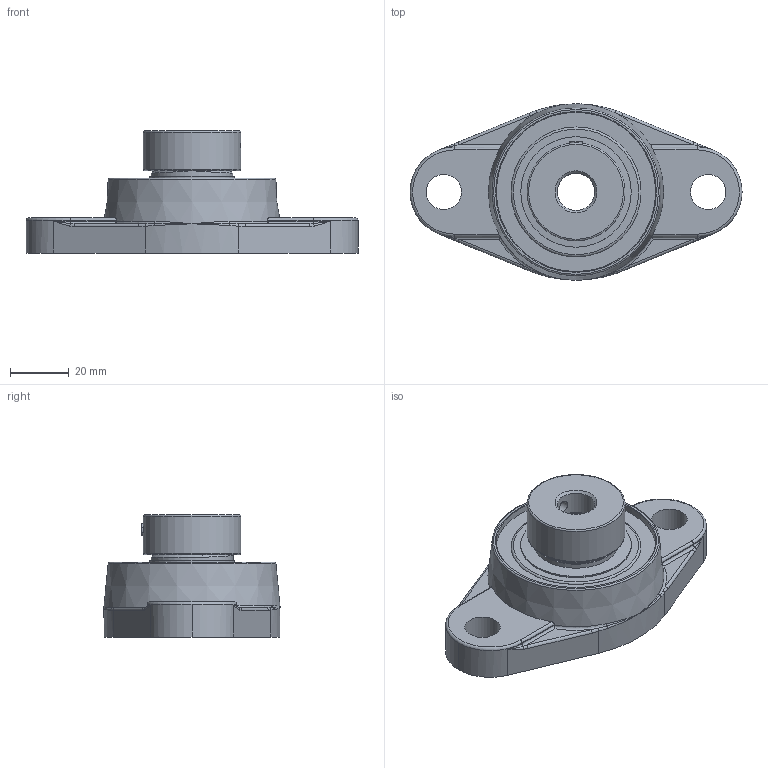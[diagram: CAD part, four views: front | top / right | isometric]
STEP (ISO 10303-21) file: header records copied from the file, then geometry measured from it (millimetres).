
FILE_DESCRIPTION(('HOOPS Exchange Step'),'2;1');
FILE_NAME('export-60B21321-BA0E-4324-8426-163B13B2E265.stp','2020-05-15T10:27:49-07:00',('dkerr'),('Alibre'),'HOOPS Exchange 2020.0','Alibre','Unknown authorisation');
FILE_SCHEMA( ('AP242_MANAGED_MODEL_BASED_3D_ENGINEERING_MIM_LF {1 0 10303 442 1 1 4 }') );
Length unit declared in the file: inch
Products named in the file (8): MRN SFLM L4L 204; SNC 201-204 (Ball Bearing); SNC 201-8 (Collar); SNC 201-8 L4L (0.500inch) (Race); SNC 201-204 (Setscrew); SNC 201-204 (Shield); MRN SNC 201-8 L4L (0.500inch); MRN SNCFLM 201-8 L4L (0.500inch)
Assembly tree (8 placements, depth 3):
  MRN SNCFLM 201-8 L4L (0.500inch)
    MRN SFLM L4L 204
    MRN SNC 201-8 L4L (0.500inch)
      SNC 201-204 (Ball Bearing)
      SNC 201-8 (Collar)
      SNC 201-8 L4L (0.500inch) (Race)
      SNC 201-204 (Setscrew)
      SNC 201-204 (Shield)  x2
Bounding box: 113 x 60 x 41.6 mm (x, y, z)
Volume: 77795.6 mm3; surface area: 34357.4 mm2
Topology: 15 solids, 15 shells, 170 faces, 464 edges, 300 vertices
Faces by surface type: cylinder 51, plane 46, bspline 26, torus 23, cone 13, sphere 11
Full cylindrical faces by diameter (mm): 4.134 x3, 12 x2, 12.7 x2, 25.908 x2, 27.94 x4, 28.956 x2, 33.3 x1, 37.214 x2, 37.618 x2, 48 x1, 54.25 x1
Entity records: 9523 total; most frequent: CARTESIAN_POINT 5282, DIRECTION 874, ORIENTED_EDGE 832, EDGE_CURVE 416, AXIS2_PLACEMENT_3D 380, VERTEX_POINT 286, CIRCLE 211, EDGE_LOOP 184
